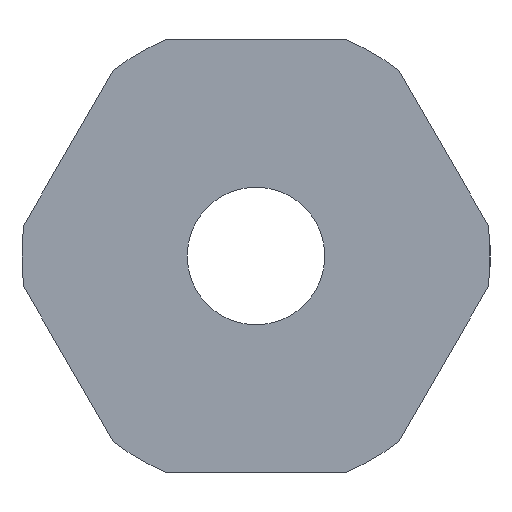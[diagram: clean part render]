
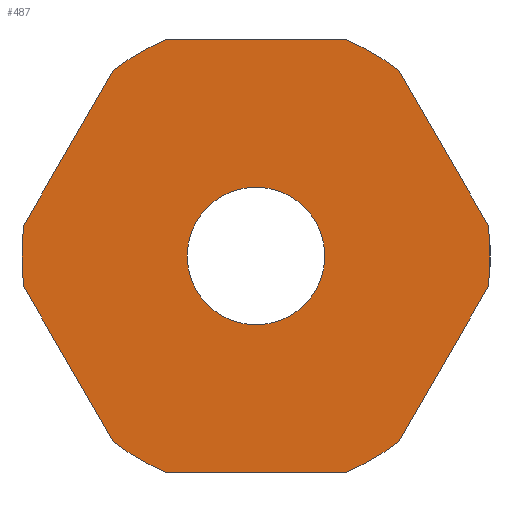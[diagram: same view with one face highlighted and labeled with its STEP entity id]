
A CAD part, left-side view. The second image highlights one B-rep face of the part: STEP entity #487.
In plain terms, the highlighted planar face has unit normal (-1, 0, 0).
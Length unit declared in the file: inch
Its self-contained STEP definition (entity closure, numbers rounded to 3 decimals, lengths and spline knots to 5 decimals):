
#11 = VERTEX_POINT ( 'NONE', #349 ) ;
#12 = FACE_OUTER_BOUND ( 'NONE', #542, .T. ) ;
#14 = LINE ( 'NONE', #283, #641 ) ;
#16 = FACE_BOUND ( 'NONE', #460, .T. ) ;
#17 = DIRECTION ( 'NONE',  ( 1., 0., 0. ) ) ;
#26 = CARTESIAN_POINT ( 'NONE',  ( -3.9375, 0., 0.25 ) ) ;
#41 = CARTESIAN_POINT ( 'NONE',  ( -3.9375, 0.26812, 0.0356 ) ) ;
#43 = VECTOR ( 'NONE', #511, 39.37008 ) ;
#48 = CARTESIAN_POINT ( 'NONE',  ( -3.9375, -0.26812, 0.0356 ) ) ;
#51 = EDGE_CURVE ( 'NONE', #136, #532, #14, .T. ) ;
#56 = VERTEX_POINT ( 'NONE', #90 ) ;
#65 = EDGE_CURVE ( 'NONE', #596, #136, #342, .T. ) ;
#79 = VECTOR ( 'NONE', #416, 39.37008 ) ;
#86 = EDGE_CURVE ( 'NONE', #56, #813, #381, .T. ) ;
#90 = CARTESIAN_POINT ( 'NONE',  ( -3.9375, -0.16489, 0.2144 ) ) ;
#96 = VECTOR ( 'NONE', #568, 39.37008 ) ;
#101 = CARTESIAN_POINT ( 'NONE',  ( -3.9375, -0.21651, 0.125 ) ) ;
#106 = CIRCLE ( 'NONE', #792, 0.27047 ) ;
#115 = VECTOR ( 'NONE', #430, 39.37008 ) ;
#117 = AXIS2_PLACEMENT_3D ( 'NONE', #374, #579, #843 ) ;
#130 = EDGE_CURVE ( 'NONE', #667, #414, #378, .T. ) ;
#136 = VERTEX_POINT ( 'NONE', #41 ) ;
#137 = ORIENTED_EDGE ( 'NONE', *, *, #130, .F. ) ;
#144 = DIRECTION ( 'NONE',  ( 0., 0., -1. ) ) ;
#146 = LINE ( 'NONE', #386, #115 ) ;
#147 = VERTEX_POINT ( 'NONE', #315 ) ;
#148 = DIRECTION ( 'NONE',  ( 1., 0., 0. ) ) ;
#160 = DIRECTION ( 'NONE',  ( 1., 0., 0. ) ) ;
#162 = DIRECTION ( 'NONE',  ( -1., 0., 0. ) ) ;
#168 = CARTESIAN_POINT ( 'NONE',  ( -3.9375, 0.26812, -0.0356 ) ) ;
#173 = EDGE_CURVE ( 'NONE', #813, #196, #435, .T. ) ;
#176 = AXIS2_PLACEMENT_3D ( 'NONE', #749, #148, #250 ) ;
#178 = CARTESIAN_POINT ( 'NONE',  ( -3.9375, 0., 0. ) ) ;
#184 = EDGE_CURVE ( 'NONE', #806, #596, #146, .T. ) ;
#185 = DIRECTION ( 'NONE',  ( 0., 0., -1. ) ) ;
#188 = VECTOR ( 'NONE', #295, 39.37008 ) ;
#196 = VERTEX_POINT ( 'NONE', #689 ) ;
#216 = DIRECTION ( 'NONE',  ( 0., 0., 1. ) ) ;
#221 = VERTEX_POINT ( 'NONE', #390 ) ;
#226 = DIRECTION ( 'NONE',  ( 1., 0., 0. ) ) ;
#237 = DIRECTION ( 'NONE',  ( 0., 0., -1. ) ) ;
#246 = DIRECTION ( 'NONE',  ( 0., 0., -1. ) ) ;
#250 = DIRECTION ( 'NONE',  ( 0., 0., -1. ) ) ;
#276 = CARTESIAN_POINT ( 'NONE',  ( -3.9375, 0., 0. ) ) ;
#279 = ORIENTED_EDGE ( 'NONE', *, *, #289, .F. ) ;
#283 = CARTESIAN_POINT ( 'NONE',  ( -3.9375, 0.21651, 0.125 ) ) ;
#286 = LINE ( 'NONE', #827, #79 ) ;
#289 = EDGE_CURVE ( 'NONE', #414, #56, #106, .T. ) ;
#294 = EDGE_CURVE ( 'NONE', #532, #667, #470, .T. ) ;
#295 = DIRECTION ( 'NONE',  ( 0., -1., 0. ) ) ;
#296 = CARTESIAN_POINT ( 'NONE',  ( -3.9375, -0.10322, 0.25 ) ) ;
#315 = CARTESIAN_POINT ( 'NONE',  ( -3.9375, 0., -0.0795 ) ) ;
#335 = ORIENTED_EDGE ( 'NONE', *, *, #51, .F. ) ;
#336 = CARTESIAN_POINT ( 'NONE',  ( -3.9375, 0.16489, -0.2144 ) ) ;
#341 = EDGE_CURVE ( 'NONE', #147, #663, #750, .T. ) ;
#342 = CIRCLE ( 'NONE', #495, 0.27047 ) ;
#345 = AXIS2_PLACEMENT_3D ( 'NONE', #704, #379, #237 ) ;
#349 = CARTESIAN_POINT ( 'NONE',  ( -3.9375, -0.16489, -0.2144 ) ) ;
#351 = CARTESIAN_POINT ( 'NONE',  ( -3.9375, 0., -0.25 ) ) ;
#374 = CARTESIAN_POINT ( 'NONE',  ( -3.9375, 0., 0. ) ) ;
#378 = LINE ( 'NONE', #26, #188 ) ;
#379 = DIRECTION ( 'NONE',  ( 1., 0., 0. ) ) ;
#381 = LINE ( 'NONE', #101, #43 ) ;
#386 = CARTESIAN_POINT ( 'NONE',  ( -3.9375, 0.21651, -0.125 ) ) ;
#390 = CARTESIAN_POINT ( 'NONE',  ( -3.9375, 0.10322, -0.25 ) ) ;
#392 = EDGE_CURVE ( 'NONE', #196, #11, #286, .T. ) ;
#399 = ORIENTED_EDGE ( 'NONE', *, *, #341, .F. ) ;
#414 = VERTEX_POINT ( 'NONE', #296 ) ;
#416 = DIRECTION ( 'NONE',  ( 0., 0.5, -0.866 ) ) ;
#430 = DIRECTION ( 'NONE',  ( 0., 0.5, 0.866 ) ) ;
#434 = CARTESIAN_POINT ( 'NONE',  ( -3.9375, 0.10322, 0.25 ) ) ;
#435 = CIRCLE ( 'NONE', #764, 0.27047 ) ;
#446 = EDGE_CURVE ( 'NONE', #791, #221, #682, .T. ) ;
#453 = ORIENTED_EDGE ( 'NONE', *, *, #604, .F. ) ;
#457 = DIRECTION ( 'NONE',  ( 1., 0., 0. ) ) ;
#460 = EDGE_LOOP ( 'NONE', ( #543, #399 ) ) ;
#464 = ORIENTED_EDGE ( 'NONE', *, *, #86, .F. ) ;
#470 = CIRCLE ( 'NONE', #497, 0.27047 ) ;
#479 = CARTESIAN_POINT ( 'NONE',  ( -3.9375, 0., 0. ) ) ;
#482 = DIRECTION ( 'NONE',  ( 0., -0.5, 0.866 ) ) ;
#487 = ADVANCED_FACE ( 'NONE', ( #16, #12 ), #818, .F. ) ;
#490 = ORIENTED_EDGE ( 'NONE', *, *, #392, .F. ) ;
#495 = AXIS2_PLACEMENT_3D ( 'NONE', #178, #226, #246 ) ;
#497 = AXIS2_PLACEMENT_3D ( 'NONE', #479, #457, #743 ) ;
#510 = CARTESIAN_POINT ( 'NONE',  ( -3.9375, 0.16489, 0.2144 ) ) ;
#511 = DIRECTION ( 'NONE',  ( 0., -0.5, -0.866 ) ) ;
#526 = ORIENTED_EDGE ( 'NONE', *, *, #65, .F. ) ;
#528 = EDGE_CURVE ( 'NONE', #663, #147, #778, .T. ) ;
#532 = VERTEX_POINT ( 'NONE', #510 ) ;
#542 = EDGE_LOOP ( 'NONE', ( #805, #591, #490, #741, #464, #279, #137, #547, #335, #526, #870, #453 ) ) ;
#543 = ORIENTED_EDGE ( 'NONE', *, *, #528, .F. ) ;
#545 = DIRECTION ( 'NONE',  ( 1., 0., 0. ) ) ;
#547 = ORIENTED_EDGE ( 'NONE', *, *, #294, .F. ) ;
#557 = DIRECTION ( 'NONE',  ( 0., 0., -1. ) ) ;
#568 = DIRECTION ( 'NONE',  ( 0., 1., 0. ) ) ;
#579 = DIRECTION ( 'NONE',  ( -1., 0., 0. ) ) ;
#583 = AXIS2_PLACEMENT_3D ( 'NONE', #618, #162, #216 ) ;
#584 = CARTESIAN_POINT ( 'NONE',  ( -3.9375, 0., 0. ) ) ;
#591 = ORIENTED_EDGE ( 'NONE', *, *, #628, .F. ) ;
#596 = VERTEX_POINT ( 'NONE', #168 ) ;
#604 = EDGE_CURVE ( 'NONE', #221, #806, #794, .T. ) ;
#618 = CARTESIAN_POINT ( 'NONE',  ( -3.9375, 0., 0. ) ) ;
#628 = EDGE_CURVE ( 'NONE', #11, #791, #691, .T. ) ;
#634 = CARTESIAN_POINT ( 'NONE',  ( -3.9375, 0., 0.0795 ) ) ;
#641 = VECTOR ( 'NONE', #482, 39.37008 ) ;
#663 = VERTEX_POINT ( 'NONE', #634 ) ;
#667 = VERTEX_POINT ( 'NONE', #434 ) ;
#681 = CARTESIAN_POINT ( 'NONE',  ( -3.9375, 0., 0. ) ) ;
#682 = LINE ( 'NONE', #351, #96 ) ;
#689 = CARTESIAN_POINT ( 'NONE',  ( -3.9375, -0.26812, -0.0356 ) ) ;
#691 = CIRCLE ( 'NONE', #345, 0.27047 ) ;
#704 = CARTESIAN_POINT ( 'NONE',  ( -3.9375, 0., 0. ) ) ;
#741 = ORIENTED_EDGE ( 'NONE', *, *, #173, .F. ) ;
#743 = DIRECTION ( 'NONE',  ( 0., 0., -1. ) ) ;
#749 = CARTESIAN_POINT ( 'NONE',  ( -3.9375, 0., 0. ) ) ;
#750 = CIRCLE ( 'NONE', #583, 0.0795 ) ;
#764 = AXIS2_PLACEMENT_3D ( 'NONE', #584, #160, #185 ) ;
#778 = CIRCLE ( 'NONE', #117, 0.0795 ) ;
#791 = VERTEX_POINT ( 'NONE', #795 ) ;
#792 = AXIS2_PLACEMENT_3D ( 'NONE', #276, #545, #144 ) ;
#794 = CIRCLE ( 'NONE', #839, 0.27047 ) ;
#795 = CARTESIAN_POINT ( 'NONE',  ( -3.9375, -0.10322, -0.25 ) ) ;
#805 = ORIENTED_EDGE ( 'NONE', *, *, #446, .F. ) ;
#806 = VERTEX_POINT ( 'NONE', #336 ) ;
#813 = VERTEX_POINT ( 'NONE', #48 ) ;
#818 = PLANE ( 'NONE',  #176 ) ;
#827 = CARTESIAN_POINT ( 'NONE',  ( -3.9375, -0.21651, -0.125 ) ) ;
#839 = AXIS2_PLACEMENT_3D ( 'NONE', #681, #17, #557 ) ;
#843 = DIRECTION ( 'NONE',  ( 0., 0., 1. ) ) ;
#870 = ORIENTED_EDGE ( 'NONE', *, *, #184, .F. ) ;
